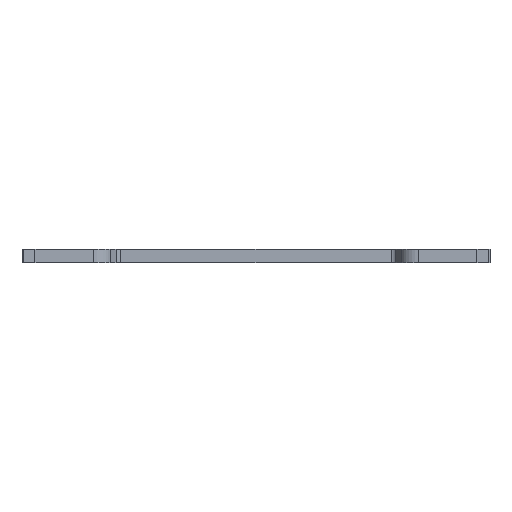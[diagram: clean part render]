
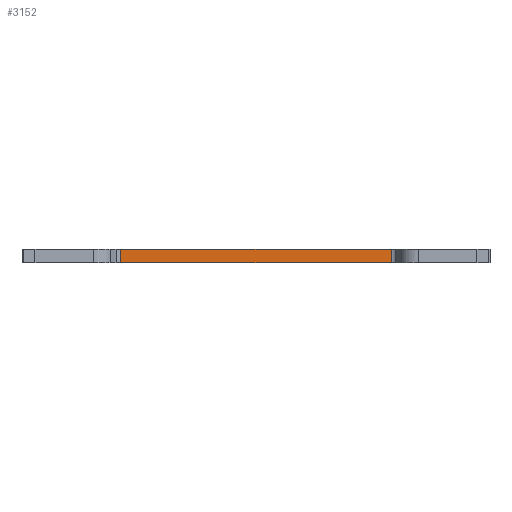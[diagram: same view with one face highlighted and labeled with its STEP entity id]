
A CAD part, left-side view. The second image highlights one B-rep face of the part: STEP entity #3152.
In plain terms, the highlighted planar face has unit normal (-1, 0, 0).
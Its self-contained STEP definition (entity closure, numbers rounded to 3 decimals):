
#109=PLANE('',#3465);
#228=FACE_OUTER_BOUND('',#412,.T.);
#412=EDGE_LOOP('',(#2538,#2539,#2540,#2541));
#529=LINE('',#4598,#812);
#606=LINE('',#4897,#889);
#708=LINE('',#5204,#991);
#709=LINE('',#5207,#992);
#812=VECTOR('',#3619,10.);
#889=VECTOR('',#3860,10.);
#991=VECTOR('',#4208,10.);
#992=VECTOR('',#4213,10.);
#1278=VERTEX_POINT('',#4595);
#1279=VERTEX_POINT('',#4597);
#1419=VERTEX_POINT('',#4895);
#1501=VERTEX_POINT('',#5203);
#1590=EDGE_CURVE('',#1279,#1278,#529,.T.);
#1740=EDGE_CURVE('',#1278,#1419,#606,.T.);
#1891=EDGE_CURVE('',#1279,#1501,#708,.T.);
#1893=EDGE_CURVE('',#1501,#1419,#709,.T.);
#2538=ORIENTED_EDGE('',*,*,#1891,.F.);
#2539=ORIENTED_EDGE('',*,*,#1590,.T.);
#2540=ORIENTED_EDGE('',*,*,#1740,.T.);
#2541=ORIENTED_EDGE('',*,*,#1893,.F.);
#3152=ADVANCED_FACE('',(#228),#109,.T.);
#3465=AXIS2_PLACEMENT_3D('',#5206,#4211,#4212);
#3619=DIRECTION('',(0.,-1.,0.));
#3860=DIRECTION('',(0.,0.,1.));
#4208=DIRECTION('',(0.,0.,1.));
#4211=DIRECTION('center_axis',(-1.,0.,0.));
#4212=DIRECTION('ref_axis',(0.,-1.,0.));
#4213=DIRECTION('',(0.,-1.,0.));
#4595=CARTESIAN_POINT('',(-41.5,-52.108,0.));
#4597=CARTESIAN_POINT('',(-41.5,52.108,0.));
#4598=CARTESIAN_POINT('',(-41.5,53.262,0.));
#4895=CARTESIAN_POINT('',(-41.5,-52.108,5.));
#4897=CARTESIAN_POINT('',(-41.5,-52.108,0.));
#5203=CARTESIAN_POINT('',(-41.5,52.108,5.));
#5204=CARTESIAN_POINT('',(-41.5,52.108,0.));
#5206=CARTESIAN_POINT('Origin',(-41.5,53.262,0.));
#5207=CARTESIAN_POINT('',(-41.5,53.262,5.));
